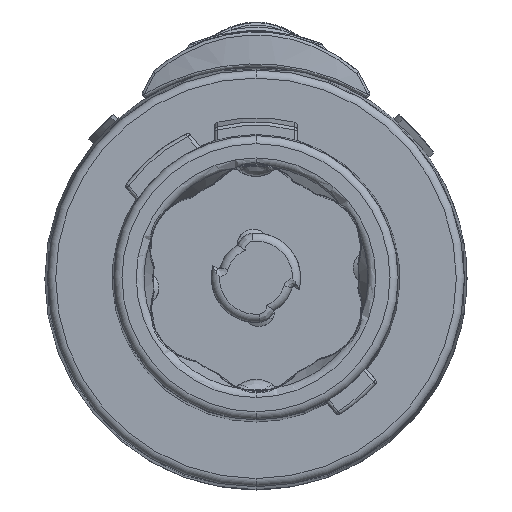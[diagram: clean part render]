
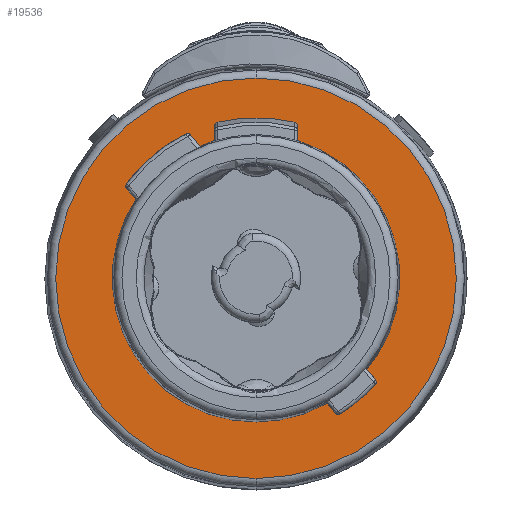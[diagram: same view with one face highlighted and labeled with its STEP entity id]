
A CAD part, top view. The second image highlights one B-rep face of the part: STEP entity #19536.
In plain terms, the highlighted planar face has unit normal (0, 0, 1).
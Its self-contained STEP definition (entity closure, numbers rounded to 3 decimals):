
#8=CARTESIAN_POINT('',(0.,0.,0.2));
#9=DIRECTION('',(0.,0.,-1.));
#10=DIRECTION('',(0.294,0.956,0.));
#11=AXIS2_PLACEMENT_3D('',#8,#9,#10);
#90=CARTESIAN_POINT('',(0.,0.,0.2));
#91=DIRECTION('',(0.,0.,-1.));
#92=DIRECTION('',(0.,-1.,0.));
#93=AXIS2_PLACEMENT_3D('',#90,#91,#92);
#368=CARTESIAN_POINT('',(0.,0.,0.2));
#369=DIRECTION('',(0.,0.,1.));
#370=DIRECTION('',(0.,1.,0.));
#371=AXIS2_PLACEMENT_3D('',#368,#369,#370);
#373=CARTESIAN_POINT('',(0.,0.,0.2));
#374=DIRECTION('',(0.,0.,-1.));
#375=DIRECTION('',(0.,1.,0.));
#376=AXIS2_PLACEMENT_3D('',#373,#374,#375);
#378=DIRECTION('',(0.,1.,0.));
#379=VECTOR('',#378,0.708);
#380=CARTESIAN_POINT('',(2.6,7.75,0.2));
#381=LINE('',#380,#379);
#473=CARTESIAN_POINT('',(2.35,7.95,0.2));
#474=DIRECTION('',(0.,0.,1.));
#475=DIRECTION('',(0.,-1.,0.));
#476=AXIS2_PLACEMENT_3D('',#473,#474,#475);
#478=DIRECTION('',(1.,0.,0.));
#479=VECTOR('',#478,0.25);
#480=CARTESIAN_POINT('',(-2.6,7.75,0.2));
#481=LINE('',#480,#479);
#494=DIRECTION('',(1.,0.,0.));
#495=VECTOR('',#494,0.25);
#496=CARTESIAN_POINT('',(2.35,7.75,0.2));
#497=LINE('',#496,#495);
#502=CARTESIAN_POINT('',(-2.35,7.95,0.2));
#503=DIRECTION('',(0.,0.,-1.));
#504=DIRECTION('',(0.,-1.,0.));
#505=AXIS2_PLACEMENT_3D('',#502,#503,#504);
#512=DIRECTION('',(0.,-1.,0.));
#513=VECTOR('',#512,1.463);
#514=CARTESIAN_POINT('',(-2.55,9.413,0.2));
#515=LINE('',#514,#513);
#531=CARTESIAN_POINT('',(-2.55,9.413,0.2));
#532=CARTESIAN_POINT('',(-2.55,9.436,0.2));
#533=CARTESIAN_POINT('',(-2.543,9.479,0.2));
#534=CARTESIAN_POINT('',(-2.511,9.539,0.2));
#535=CARTESIAN_POINT('',(-2.46,9.585,0.2));
#536=CARTESIAN_POINT('',(-2.42,9.603,0.2));
#537=CARTESIAN_POINT('',(-2.398,9.608,0.2));
#544=CARTESIAN_POINT('',(0.,-0.1,0.2));
#545=DIRECTION('',(0.,0.,1.));
#546=DIRECTION('',(0.24,0.971,0.));
#547=AXIS2_PLACEMENT_3D('',#544,#545,#546);
#567=CARTESIAN_POINT('',(2.398,9.608,0.2));
#568=CARTESIAN_POINT('',(2.42,9.603,0.2));
#569=CARTESIAN_POINT('',(2.46,9.585,0.2));
#570=CARTESIAN_POINT('',(2.511,9.539,0.2));
#571=CARTESIAN_POINT('',(2.543,9.479,0.2));
#572=CARTESIAN_POINT('',(2.55,9.436,0.2));
#573=CARTESIAN_POINT('',(2.55,9.413,0.2));
#575=DIRECTION('',(0.,1.,0.));
#576=VECTOR('',#575,1.463);
#577=CARTESIAN_POINT('',(2.55,7.95,0.2));
#578=LINE('',#577,#576);
#608=DIRECTION('',(0.,-1.,0.));
#609=VECTOR('',#608,0.708);
#610=CARTESIAN_POINT('',(-2.6,8.458,0.2));
#611=LINE('',#610,#609);
#17646=CARTESIAN_POINT('',(0.,12.33,0.2));
#17648=VERTEX_POINT('',#17646);
#17653=CARTESIAN_POINT('',(0.,-12.33,0.2));
#17654=VERTEX_POINT('',#17653);
#18768=CARTESIAN_POINT('',(2.6,8.458,0.2));
#18769=CARTESIAN_POINT('',(0.,-8.849,0.2));
#18770=VERTEX_POINT('',#18768);
#18771=VERTEX_POINT('',#18769);
#18772=CARTESIAN_POINT('',(-2.6,8.458,0.2));
#18773=VERTEX_POINT('',#18772);
#18782=CARTESIAN_POINT('',(-2.6,7.75,0.2));
#18783=CARTESIAN_POINT('',(-2.35,7.75,0.2));
#18784=VERTEX_POINT('',#18782);
#18785=VERTEX_POINT('',#18783);
#18786=CARTESIAN_POINT('',(2.35,7.75,0.2));
#18787=CARTESIAN_POINT('',(2.6,7.75,0.2));
#18788=VERTEX_POINT('',#18786);
#18789=VERTEX_POINT('',#18787);
#18932=CARTESIAN_POINT('',(2.55,7.95,0.2));
#18933=CARTESIAN_POINT('',(2.55,9.413,0.2));
#18934=VERTEX_POINT('',#18932);
#18935=VERTEX_POINT('',#18933);
#18936=CARTESIAN_POINT('',(2.398,9.608,0.2));
#18937=CARTESIAN_POINT('',(-2.398,9.608,0.2));
#18938=VERTEX_POINT('',#18936);
#18939=VERTEX_POINT('',#18937);
#18940=CARTESIAN_POINT('',(-2.55,9.413,0.2));
#18941=CARTESIAN_POINT('',(-2.55,7.95,0.2));
#18942=VERTEX_POINT('',#18940);
#18943=VERTEX_POINT('',#18941);
#19499=CARTESIAN_POINT('',(0.,0.,0.2));
#19500=DIRECTION('',(0.,0.,-1.));
#19501=DIRECTION('',(0.,-1.,0.));
#19502=AXIS2_PLACEMENT_3D('',#19499,#19500,#19501);
#19503=PLANE('',#19502);
#19505=ORIENTED_EDGE('',*,*,#19504,.F.);
#19507=ORIENTED_EDGE('',*,*,#19506,.T.);
#19508=EDGE_LOOP('',(#19505,#19507));
#19509=FACE_OUTER_BOUND('',#19508,.F.);
#19510=ORIENTED_EDGE('',*,*,#19002,.F.);
#19512=ORIENTED_EDGE('',*,*,#19511,.F.);
#19514=ORIENTED_EDGE('',*,*,#19513,.F.);
#19516=ORIENTED_EDGE('',*,*,#19515,.T.);
#19518=ORIENTED_EDGE('',*,*,#19517,.T.);
#19520=ORIENTED_EDGE('',*,*,#19519,.F.);
#19522=ORIENTED_EDGE('',*,*,#19521,.T.);
#19524=ORIENTED_EDGE('',*,*,#19523,.F.);
#19526=ORIENTED_EDGE('',*,*,#19525,.T.);
#19528=ORIENTED_EDGE('',*,*,#19527,.F.);
#19530=ORIENTED_EDGE('',*,*,#19529,.F.);
#19532=ORIENTED_EDGE('',*,*,#19531,.F.);
#19533=ORIENTED_EDGE('',*,*,#19134,.F.);
#19534=EDGE_LOOP('',(#19510,#19512,#19514,#19516,#19518,#19520,#19522,#19524,
#19526,#19528,#19530,#19532,#19533));
#19535=FACE_BOUND('',#19534,.F.);
#19536=ADVANCED_FACE('',(#19509,#19535),#19503,.F.);
#12=CIRCLE('',#11,8.849);
#94=CIRCLE('',#93,8.849);
#372=CIRCLE('',#371,12.33);
#377=CIRCLE('',#376,12.33);
#477=CIRCLE('',#476,0.2);
#506=CIRCLE('',#505,0.2);
#538=B_SPLINE_CURVE_WITH_KNOTS('',3,(#531,#532,#533,#534,#535,#536,#537),
.UNSPECIFIED.,.F.,.F.,(4,1,1,1,4),(0.,0.25,0.5,0.75,1.),
.UNSPECIFIED.);
#548=CIRCLE('',#547,10.);
#574=B_SPLINE_CURVE_WITH_KNOTS('',3,(#567,#568,#569,#570,#571,#572,#573),
.UNSPECIFIED.,.F.,.F.,(4,1,1,1,4),(0.,0.25,0.5,0.75,1.),
.UNSPECIFIED.);
#19002=EDGE_CURVE('',#18770,#18771,#12,.T.);
#19134=EDGE_CURVE('',#18771,#18773,#94,.T.);
#19504=EDGE_CURVE('',#17648,#17654,#372,.T.);
#19506=EDGE_CURVE('',#17648,#17654,#377,.T.);
#19511=EDGE_CURVE('',#18789,#18770,#381,.T.);
#19513=EDGE_CURVE('',#18788,#18789,#497,.T.);
#19515=EDGE_CURVE('',#18788,#18934,#477,.T.);
#19517=EDGE_CURVE('',#18934,#18935,#578,.T.);
#19519=EDGE_CURVE('',#18938,#18935,#574,.T.);
#19521=EDGE_CURVE('',#18938,#18939,#548,.T.);
#19523=EDGE_CURVE('',#18942,#18939,#538,.T.);
#19525=EDGE_CURVE('',#18942,#18943,#515,.T.);
#19527=EDGE_CURVE('',#18785,#18943,#506,.T.);
#19529=EDGE_CURVE('',#18784,#18785,#481,.T.);
#19531=EDGE_CURVE('',#18773,#18784,#611,.T.);
